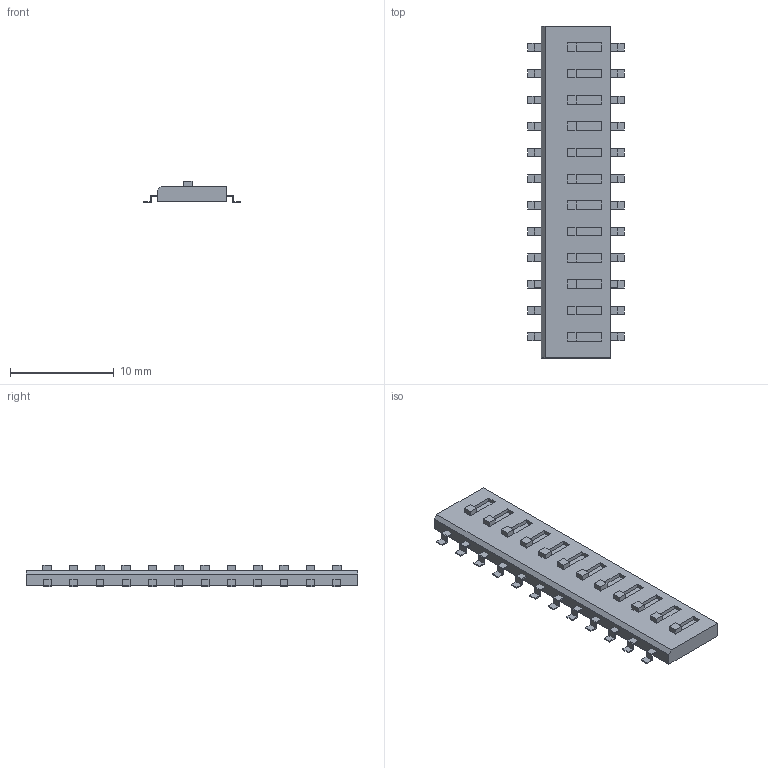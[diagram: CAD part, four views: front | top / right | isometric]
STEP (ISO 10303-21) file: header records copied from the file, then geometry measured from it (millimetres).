
FILE_DESCRIPTION(/* description */ ('model of SW_DIP_x12_W8.61mm_Slide_LowProfile'),/* implementation_level */ '2;1');
FILE_NAME(/* name */ 'SW_DIP_x12_W8.61mm_Slide_LowProfile.step',/* time_stamp */ '2017-10-28T13:06:33',/* author */ ('kicad StepUp','ksu'),/* organization */ ('FreeCAD'),/* preprocessor_version */ 'OCC',/* originating_system */ 'kicad StepUp',/* authorisation */ '');
FILE_SCHEMA(('AUTOMOTIVE_DESIGN { 1 0 10303 214 1 1 1 1 }'));
Length unit declared in the file: millimetre
Products named in the file (5): ASSEMBLY; SW_DIP_x12_W861mm_Slide_LowProfile001; Shape0_219883221828; Shape0_0661561617151; SW_DIP_x12_W861mm_Slide_LowProfile
Assembly tree (4 placements, depth 2):
  ASSEMBLY
    SW_DIP_x12_W861mm_Slide_LowProfile001
    Shape0_219883221828
    Shape0_0661561617151
    SW_DIP_x12_W861mm_Slide_LowProfile
Bounding box: 9.36 x 32.04 x 2.1 mm (x, y, z)
Volume: 636.5 mm3; surface area: 1432.8 mm2
Topology: 26 solids, 26 shells, 470 faces, 1158 edges, 764 vertices
Faces by surface type: plane 422, cylinder 48
Entity records: 14715 total; most frequent: CARTESIAN_POINT 2397, ORIENTED_EDGE 2316, DIRECTION 2204, EDGE_CURVE 1158, LINE 1062, VECTOR 1062, VERTEX_POINT 764, AXIS2_PLACEMENT_3D 571
